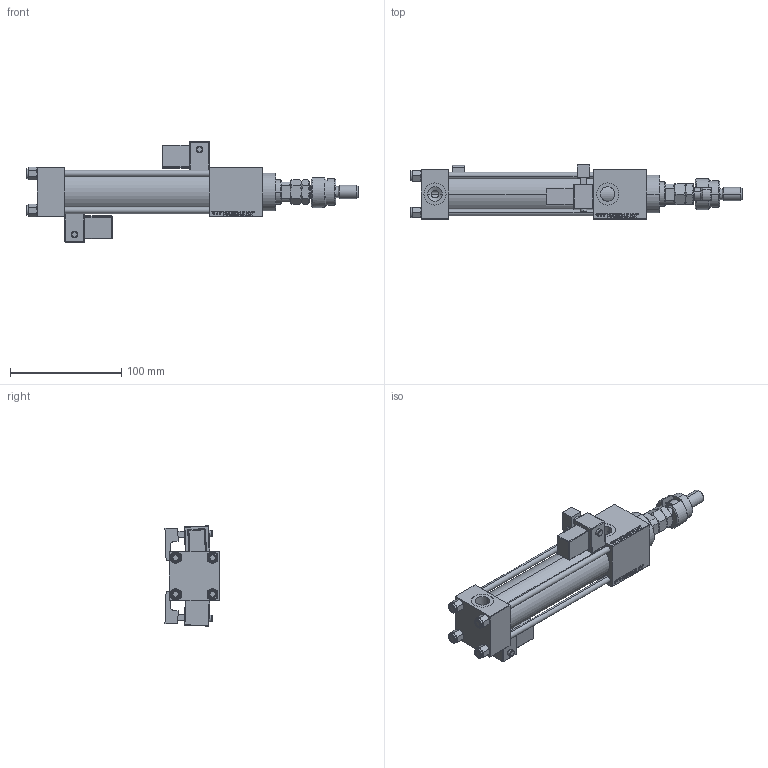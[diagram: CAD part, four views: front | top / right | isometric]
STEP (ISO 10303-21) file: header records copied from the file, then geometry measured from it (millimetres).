
FILE_DESCRIPTION (( 'STEP AP203' ), '1' );
FILE_NAME ('3a2b.STEP', '2022-04-14T18:34:26', ( '' ), ( '' ), 'SwSTEP 2.0', 'SolidWorks 2019', '' );
FILE_SCHEMA (( 'CONFIG_CONTROL_DESIGN' ));
Length unit declared in the file: millimetre
Products named in the file (10): 3a2b; V215CR_C_Body 055f8c520404a7842ab4bfb524471a84; V215CR_C_TYCINKA 055f8c520404a7842ab4bfb524471a84; NUT_M5_C 055f8c520404a7842ab4bfb524471a84; V215CR_MSU 055f8c520404a7842ab4bfb524471a84; FEMALE_PART_FOR_DFA 055f8c520404a7842ab4bfb524471a84; DFA 055f8c520404a7842ab4bfb524471a84; V215CR_VCP_C 055f8c520404a7842ab4bfb524471a84; V215_VC_A 055f8c520404a7842ab4bfb524471a84; MFA 055f8c520404a7842ab4bfb524471a84
Assembly tree (16 placements, depth 3):
  3a2b
    V215CR_C_Body 055f8c520404a7842ab4bfb524471a84
    V215CR_VCP_C 055f8c520404a7842ab4bfb524471a84
    NUT_M5_C 055f8c520404a7842ab4bfb524471a84  x4
    V215CR_C_TYCINKA 055f8c520404a7842ab4bfb524471a84  x4
    V215_VC_A 055f8c520404a7842ab4bfb524471a84
    DFA 055f8c520404a7842ab4bfb524471a84
      FEMALE_PART_FOR_DFA 055f8c520404a7842ab4bfb524471a84
      MFA 055f8c520404a7842ab4bfb524471a84
    V215CR_MSU 055f8c520404a7842ab4bfb524471a84  x2
Bounding box: 299 x 48.72 x 90.31 mm (x, y, z)
Volume: 334078.1 mm3; surface area: 119845.2 mm2
Topology: 15 solids, 15 shells, 1396 faces, 3439 edges, 2177 vertices
Faces by surface type: plane 617, bspline 392, cone 176, cylinder 163, torus 24, sphere 24
Entity records: 55424 total; most frequent: CARTESIAN_POINT 28201, ORIENTED_EDGE 5976, DIRECTION 4106, EDGE_CURVE 2988, VERTEX_POINT 1933, LINE 1758, VECTOR 1758, EDGE_LOOP 1333
